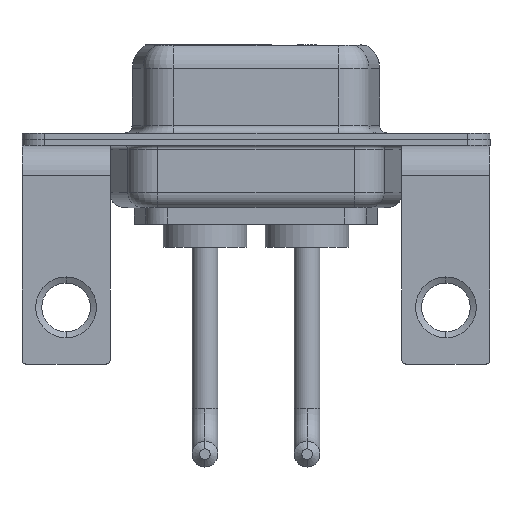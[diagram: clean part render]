
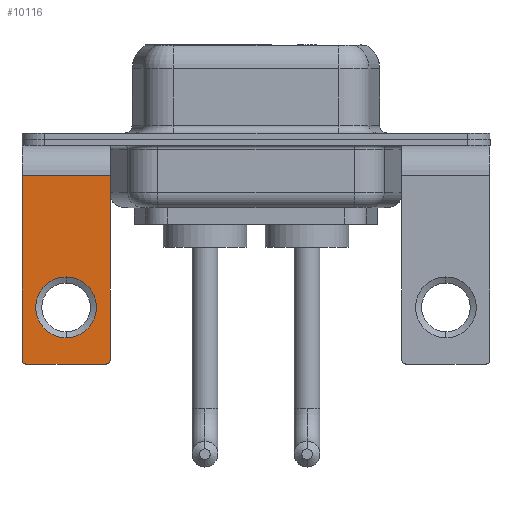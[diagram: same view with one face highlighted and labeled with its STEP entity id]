
A CAD part, front view. The second image highlights one B-rep face of the part: STEP entity #10116.
In plain terms, the highlighted planar face has unit normal (0, -1, 0).
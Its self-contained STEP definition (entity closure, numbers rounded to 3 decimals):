
#215 = AXIS2_PLACEMENT_3D ( 'NONE', #5661, #466, #12079 ) ;
#267 = VECTOR ( 'NONE', #4615, 1000. ) ;
#288 = CARTESIAN_POINT ( 'NONE',  ( 2.9, -6.25, -2.4 ) ) ;
#458 = ORIENTED_EDGE ( 'NONE', *, *, #871, .T. ) ;
#466 = DIRECTION ( 'NONE',  ( 0., 1., 0. ) ) ;
#509 = EDGE_CURVE ( 'NONE', #12710, #11546, #10717, .T. ) ;
#562 = CARTESIAN_POINT ( 'NONE',  ( 0., -6.25, -9.07 ) ) ;
#760 = CIRCLE ( 'NONE', #8718, 2. ) ;
#871 = EDGE_CURVE ( 'NONE', #9522, #9811, #2656, .T. ) ;
#909 = ORIENTED_EDGE ( 'NONE', *, *, #13346, .T. ) ;
#1180 = VECTOR ( 'NONE', #13356, 1000. ) ;
#1251 = FACE_BOUND ( 'NONE', #6849, .T. ) ;
#1300 = CARTESIAN_POINT ( 'NONE',  ( 2.9, -6.25, -2.4 ) ) ;
#1831 = CARTESIAN_POINT ( 'NONE',  ( -2.65, -6.25, -14.55 ) ) ;
#1832 = EDGE_LOOP ( 'NONE', ( #458, #3407, #4872, #8046, #10974, #909 ) ) ;
#2258 = CARTESIAN_POINT ( 'NONE',  ( 2.9, -6.25, -14.55 ) ) ;
#2322 = CARTESIAN_POINT ( 'NONE',  ( 0., -6.25, -13.07 ) ) ;
#2598 = DIRECTION ( 'NONE',  ( 0., 0., 1. ) ) ;
#2656 = LINE ( 'NONE', #3791, #1180 ) ;
#2948 = CARTESIAN_POINT ( 'NONE',  ( -2.9, -6.25, -14.55 ) ) ;
#3153 = DIRECTION ( 'NONE',  ( 0., 1., 0. ) ) ;
#3407 = ORIENTED_EDGE ( 'NONE', *, *, #5382, .T. ) ;
#3528 = EDGE_CURVE ( 'NONE', #10478, #11546, #7812, .T. ) ;
#3791 = CARTESIAN_POINT ( 'NONE',  ( -2.9, -6.25, -2.4 ) ) ;
#3916 = DIRECTION ( 'NONE',  ( -1., 0., 0. ) ) ;
#3970 = AXIS2_PLACEMENT_3D ( 'NONE', #1831, #7233, #11591 ) ;
#4615 = DIRECTION ( 'NONE',  ( 0., 0., -1. ) ) ;
#4796 = FACE_OUTER_BOUND ( 'NONE', #1832, .T. ) ;
#4872 = ORIENTED_EDGE ( 'NONE', *, *, #5650, .F. ) ;
#5000 = VECTOR ( 'NONE', #13897, 1000. ) ;
#5047 = CARTESIAN_POINT ( 'NONE',  ( 2.9, -6.25, -14.8 ) ) ;
#5119 = CARTESIAN_POINT ( 'NONE',  ( -2.9, -6.25, -2.4 ) ) ;
#5197 = LINE ( 'NONE', #8611, #5000 ) ;
#5382 = EDGE_CURVE ( 'NONE', #9811, #11032, #12175, .T. ) ;
#5506 = EDGE_CURVE ( 'NONE', #11287, #12797, #760, .T. ) ;
#5510 = CARTESIAN_POINT ( 'NONE',  ( 0., -6.25, -11.07 ) ) ;
#5586 = PLANE ( 'NONE',  #215 ) ;
#5650 = EDGE_CURVE ( 'NONE', #12710, #11032, #7048, .T. ) ;
#5661 = CARTESIAN_POINT ( 'NONE',  ( 2.9, -6.25, -2.4 ) ) ;
#5760 = ORIENTED_EDGE ( 'NONE', *, *, #6785, .T. ) ;
#6298 = CARTESIAN_POINT ( 'NONE',  ( 0., -6.25, -11.07 ) ) ;
#6785 = EDGE_CURVE ( 'NONE', #12797, #11287, #9215, .T. ) ;
#6849 = EDGE_LOOP ( 'NONE', ( #5760, #8749 ) ) ;
#7048 = LINE ( 'NONE', #5047, #12257 ) ;
#7233 = DIRECTION ( 'NONE',  ( 0., -1., 0. ) ) ;
#7812 = LINE ( 'NONE', #288, #267 ) ;
#8046 = ORIENTED_EDGE ( 'NONE', *, *, #509, .T. ) ;
#8431 = DIRECTION ( 'NONE',  ( 0., 0., 1. ) ) ;
#8611 = CARTESIAN_POINT ( 'NONE',  ( 2.9, -6.25, -2.4 ) ) ;
#8718 = AXIS2_PLACEMENT_3D ( 'NONE', #5510, #9047, #11001 ) ;
#8749 = ORIENTED_EDGE ( 'NONE', *, *, #5506, .T. ) ;
#9047 = DIRECTION ( 'NONE',  ( 0., 1., 0. ) ) ;
#9215 = CIRCLE ( 'NONE', #11261, 2. ) ;
#9522 = VERTEX_POINT ( 'NONE', #5119 ) ;
#9811 = VERTEX_POINT ( 'NONE', #2948 ) ;
#10105 = CARTESIAN_POINT ( 'NONE',  ( -2.65, -6.25, -14.8 ) ) ;
#10116 = ADVANCED_FACE ( 'NONE', ( #1251, #4796 ), #5586, .F. ) ;
#10478 = VERTEX_POINT ( 'NONE', #1300 ) ;
#10717 = CIRCLE ( 'NONE', #12535, 0.25 ) ;
#10974 = ORIENTED_EDGE ( 'NONE', *, *, #3528, .F. ) ;
#11001 = DIRECTION ( 'NONE',  ( 0., 0., 1. ) ) ;
#11032 = VERTEX_POINT ( 'NONE', #10105 ) ;
#11261 = AXIS2_PLACEMENT_3D ( 'NONE', #6298, #3153, #8431 ) ;
#11287 = VERTEX_POINT ( 'NONE', #562 ) ;
#11546 = VERTEX_POINT ( 'NONE', #2258 ) ;
#11591 = DIRECTION ( 'NONE',  ( 0., 0., 1. ) ) ;
#12079 = DIRECTION ( 'NONE',  ( 0., 0., 1. ) ) ;
#12175 = CIRCLE ( 'NONE', #3970, 0.25 ) ;
#12257 = VECTOR ( 'NONE', #3916, 1000. ) ;
#12368 = DIRECTION ( 'NONE',  ( 0., -1., 0. ) ) ;
#12535 = AXIS2_PLACEMENT_3D ( 'NONE', #13442, #12368, #2598 ) ;
#12710 = VERTEX_POINT ( 'NONE', #13146 ) ;
#12797 = VERTEX_POINT ( 'NONE', #2322 ) ;
#13146 = CARTESIAN_POINT ( 'NONE',  ( 2.65, -6.25, -14.8 ) ) ;
#13346 = EDGE_CURVE ( 'NONE', #10478, #9522, #5197, .T. ) ;
#13356 = DIRECTION ( 'NONE',  ( 0., 0., -1. ) ) ;
#13442 = CARTESIAN_POINT ( 'NONE',  ( 2.65, -6.25, -14.55 ) ) ;
#13897 = DIRECTION ( 'NONE',  ( -1., 0., 0. ) ) ;
